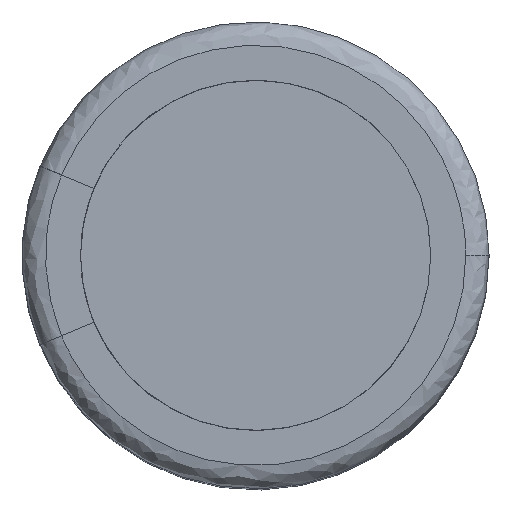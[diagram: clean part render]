
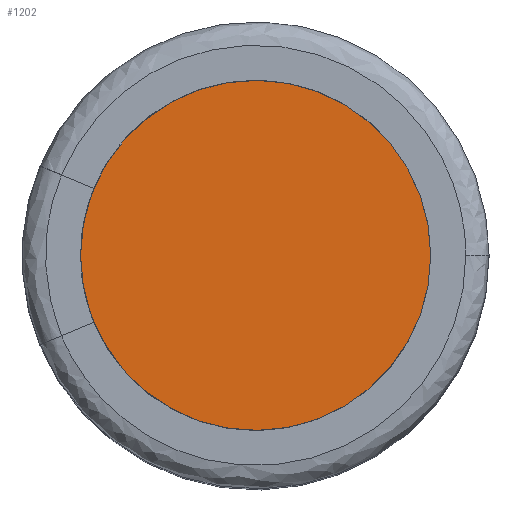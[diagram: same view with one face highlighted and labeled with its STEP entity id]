
A CAD part, top view. The second image highlights one B-rep face of the part: STEP entity #1202.
In plain terms, the highlighted planar face has unit normal (0, 0, 1).
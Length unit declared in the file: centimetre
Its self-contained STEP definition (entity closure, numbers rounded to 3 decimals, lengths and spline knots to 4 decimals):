
#58 = CARTESIAN_POINT ( 'NONE',  ( -0.4688, 0., 1.99 ) ) ;
#121 = CARTESIAN_POINT ( 'NONE',  ( 0., 0., 1.99 ) ) ;
#136 = DIRECTION ( 'NONE',  ( 0., 0., 1. ) ) ;
#159 = EDGE_CURVE ( 'NONE', #2033, #1100, #1026, .T. ) ;
#236 = EDGE_CURVE ( 'NONE', #1100, #2033, #445, .T. ) ;
#274 = ORIENTED_EDGE ( 'NONE', *, *, #236, .T. ) ;
#420 = FACE_OUTER_BOUND ( 'NONE', #1711, .T. ) ;
#445 = CIRCLE ( 'NONE', #1413, 0.4688 ) ;
#490 = CARTESIAN_POINT ( 'NONE',  ( 0.4688, 0., 1.99 ) ) ;
#760 = PLANE ( 'NONE',  #803 ) ;
#803 = AXIS2_PLACEMENT_3D ( 'NONE', #2055, #1269, #1899 ) ;
#917 = DIRECTION ( 'NONE',  ( 1., 0., 0. ) ) ;
#1026 = CIRCLE ( 'NONE', #1130, 0.4688 ) ;
#1100 = VERTEX_POINT ( 'NONE', #58 ) ;
#1104 = DIRECTION ( 'NONE',  ( 1., 0., 0. ) ) ;
#1130 = AXIS2_PLACEMENT_3D ( 'NONE', #121, #136, #917 ) ;
#1202 = ADVANCED_FACE ( 'NONE', ( #420 ), #760, .T. ) ;
#1269 = DIRECTION ( 'NONE',  ( 0., 0., 1. ) ) ;
#1413 = AXIS2_PLACEMENT_3D ( 'NONE', #1580, #1442, #1104 ) ;
#1442 = DIRECTION ( 'NONE',  ( 0., 0., 1. ) ) ;
#1580 = CARTESIAN_POINT ( 'NONE',  ( 0., 0., 1.99 ) ) ;
#1618 = ORIENTED_EDGE ( 'NONE', *, *, #159, .T. ) ;
#1711 = EDGE_LOOP ( 'NONE', ( #1618, #274 ) ) ;
#1899 = DIRECTION ( 'NONE',  ( 1., 0., 0. ) ) ;
#2033 = VERTEX_POINT ( 'NONE', #490 ) ;
#2055 = CARTESIAN_POINT ( 'NONE',  ( 0., 0., 1.99 ) ) ;
